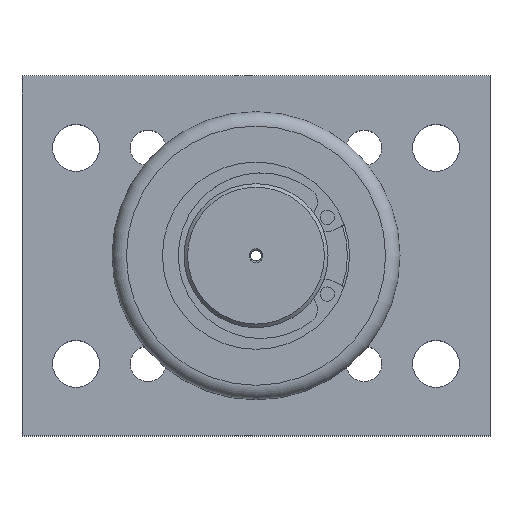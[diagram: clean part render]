
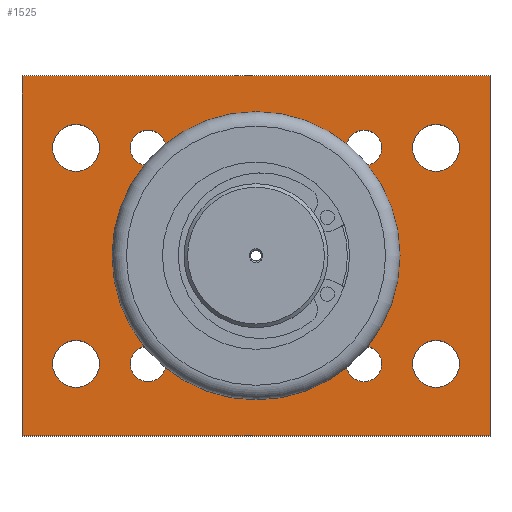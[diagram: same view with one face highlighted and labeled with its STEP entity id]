
A CAD part, top view. The second image highlights one B-rep face of the part: STEP entity #1525.
In plain terms, the highlighted planar face has unit normal (0, 0, 1).
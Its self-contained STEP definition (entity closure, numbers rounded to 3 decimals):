
#89=LINE('',#2562,#179);
#92=LINE('',#2568,#182);
#95=LINE('',#2574,#185);
#98=LINE('',#2578,#188);
#179=VECTOR('',#2050,10.);
#182=VECTOR('',#2055,10.);
#185=VECTOR('',#2060,10.);
#188=VECTOR('',#2065,10.);
#250=FACE_BOUND('',#400,.T.);
#251=FACE_BOUND('',#401,.T.);
#252=FACE_BOUND('',#402,.T.);
#253=FACE_BOUND('',#403,.T.);
#254=FACE_BOUND('',#404,.T.);
#255=FACE_BOUND('',#405,.T.);
#256=FACE_BOUND('',#406,.T.);
#257=FACE_BOUND('',#407,.T.);
#258=FACE_BOUND('',#408,.T.);
#311=FACE_OUTER_BOUND('',#399,.T.);
#399=EDGE_LOOP('',(#1169,#1170,#1171,#1172));
#400=EDGE_LOOP('',(#1173));
#401=EDGE_LOOP('',(#1174,#1175));
#402=EDGE_LOOP('',(#1176,#1177));
#403=EDGE_LOOP('',(#1178,#1179));
#404=EDGE_LOOP('',(#1180,#1181));
#405=EDGE_LOOP('',(#1182,#1183));
#406=EDGE_LOOP('',(#1184,#1185));
#407=EDGE_LOOP('',(#1186,#1187));
#408=EDGE_LOOP('',(#1188,#1189));
#508=CIRCLE('',#1634,12.3);
#530=CIRCLE('',#1666,3.25);
#531=CIRCLE('',#1667,3.25);
#533=CIRCLE('',#1670,3.25);
#534=CIRCLE('',#1671,3.25);
#536=CIRCLE('',#1674,3.25);
#537=CIRCLE('',#1675,3.25);
#539=CIRCLE('',#1678,3.25);
#540=CIRCLE('',#1679,3.25);
#542=CIRCLE('',#1682,2.459);
#543=CIRCLE('',#1683,2.459);
#545=CIRCLE('',#1686,2.459);
#546=CIRCLE('',#1687,2.459);
#548=CIRCLE('',#1690,2.459);
#549=CIRCLE('',#1691,2.459);
#551=CIRCLE('',#1694,2.459);
#552=CIRCLE('',#1695,2.459);
#649=VERTEX_POINT('',#2430);
#671=VERTEX_POINT('',#2492);
#672=VERTEX_POINT('',#2493);
#674=VERTEX_POINT('',#2500);
#675=VERTEX_POINT('',#2501);
#677=VERTEX_POINT('',#2508);
#678=VERTEX_POINT('',#2509);
#680=VERTEX_POINT('',#2516);
#681=VERTEX_POINT('',#2517);
#683=VERTEX_POINT('',#2524);
#684=VERTEX_POINT('',#2525);
#686=VERTEX_POINT('',#2532);
#687=VERTEX_POINT('',#2533);
#689=VERTEX_POINT('',#2540);
#690=VERTEX_POINT('',#2541);
#692=VERTEX_POINT('',#2548);
#693=VERTEX_POINT('',#2549);
#697=VERTEX_POINT('',#2559);
#698=VERTEX_POINT('',#2561);
#700=VERTEX_POINT('',#2567);
#702=VERTEX_POINT('',#2573);
#815=EDGE_CURVE('',#649,#649,#508,.T.);
#844=EDGE_CURVE('',#671,#672,#530,.T.);
#845=EDGE_CURVE('',#672,#671,#531,.T.);
#848=EDGE_CURVE('',#674,#675,#533,.T.);
#849=EDGE_CURVE('',#675,#674,#534,.T.);
#852=EDGE_CURVE('',#677,#678,#536,.T.);
#853=EDGE_CURVE('',#678,#677,#537,.T.);
#856=EDGE_CURVE('',#680,#681,#539,.T.);
#857=EDGE_CURVE('',#681,#680,#540,.T.);
#860=EDGE_CURVE('',#683,#684,#542,.T.);
#861=EDGE_CURVE('',#684,#683,#543,.T.);
#864=EDGE_CURVE('',#686,#687,#545,.T.);
#865=EDGE_CURVE('',#687,#686,#546,.T.);
#868=EDGE_CURVE('',#689,#690,#548,.T.);
#869=EDGE_CURVE('',#690,#689,#549,.T.);
#872=EDGE_CURVE('',#692,#693,#551,.T.);
#873=EDGE_CURVE('',#693,#692,#552,.T.);
#878=EDGE_CURVE('',#698,#697,#89,.T.);
#881=EDGE_CURVE('',#700,#698,#92,.T.);
#884=EDGE_CURVE('',#702,#700,#95,.T.);
#887=EDGE_CURVE('',#697,#702,#98,.T.);
#1169=ORIENTED_EDGE('',*,*,#887,.T.);
#1170=ORIENTED_EDGE('',*,*,#884,.T.);
#1171=ORIENTED_EDGE('',*,*,#881,.T.);
#1172=ORIENTED_EDGE('',*,*,#878,.T.);
#1173=ORIENTED_EDGE('',*,*,#815,.T.);
#1174=ORIENTED_EDGE('',*,*,#844,.T.);
#1175=ORIENTED_EDGE('',*,*,#845,.T.);
#1176=ORIENTED_EDGE('',*,*,#848,.T.);
#1177=ORIENTED_EDGE('',*,*,#849,.T.);
#1178=ORIENTED_EDGE('',*,*,#852,.T.);
#1179=ORIENTED_EDGE('',*,*,#853,.T.);
#1180=ORIENTED_EDGE('',*,*,#856,.T.);
#1181=ORIENTED_EDGE('',*,*,#857,.T.);
#1182=ORIENTED_EDGE('',*,*,#860,.T.);
#1183=ORIENTED_EDGE('',*,*,#861,.T.);
#1184=ORIENTED_EDGE('',*,*,#864,.T.);
#1185=ORIENTED_EDGE('',*,*,#865,.T.);
#1186=ORIENTED_EDGE('',*,*,#868,.T.);
#1187=ORIENTED_EDGE('',*,*,#869,.T.);
#1188=ORIENTED_EDGE('',*,*,#872,.T.);
#1189=ORIENTED_EDGE('',*,*,#873,.T.);
#1470=PLANE('',#1701);
#1525=ADVANCED_FACE('',(#311,#250,#251,#252,#253,#254,#255,#256,#257,#258),
#1470,.T.);
#1634=AXIS2_PLACEMENT_3D('',#2432,#1905,#1906);
#1666=AXIS2_PLACEMENT_3D('',#2494,#1976,#1977);
#1667=AXIS2_PLACEMENT_3D('',#2495,#1978,#1979);
#1670=AXIS2_PLACEMENT_3D('',#2502,#1985,#1986);
#1671=AXIS2_PLACEMENT_3D('',#2503,#1987,#1988);
#1674=AXIS2_PLACEMENT_3D('',#2510,#1994,#1995);
#1675=AXIS2_PLACEMENT_3D('',#2511,#1996,#1997);
#1678=AXIS2_PLACEMENT_3D('',#2518,#2003,#2004);
#1679=AXIS2_PLACEMENT_3D('',#2519,#2005,#2006);
#1682=AXIS2_PLACEMENT_3D('',#2526,#2012,#2013);
#1683=AXIS2_PLACEMENT_3D('',#2527,#2014,#2015);
#1686=AXIS2_PLACEMENT_3D('',#2534,#2021,#2022);
#1687=AXIS2_PLACEMENT_3D('',#2535,#2023,#2024);
#1690=AXIS2_PLACEMENT_3D('',#2542,#2030,#2031);
#1691=AXIS2_PLACEMENT_3D('',#2543,#2032,#2033);
#1694=AXIS2_PLACEMENT_3D('',#2550,#2039,#2040);
#1695=AXIS2_PLACEMENT_3D('',#2551,#2041,#2042);
#1701=AXIS2_PLACEMENT_3D('',#2579,#2066,#2067);
#1905=DIRECTION('center_axis',(0.,0.,-1.));
#1906=DIRECTION('ref_axis',(0.,-1.,0.));
#1976=DIRECTION('center_axis',(0.,0.,-1.));
#1977=DIRECTION('ref_axis',(1.,0.,0.));
#1978=DIRECTION('center_axis',(0.,0.,-1.));
#1979=DIRECTION('ref_axis',(1.,0.,0.));
#1985=DIRECTION('center_axis',(0.,0.,-1.));
#1986=DIRECTION('ref_axis',(1.,0.,0.));
#1987=DIRECTION('center_axis',(0.,0.,-1.));
#1988=DIRECTION('ref_axis',(1.,0.,0.));
#1994=DIRECTION('center_axis',(0.,0.,-1.));
#1995=DIRECTION('ref_axis',(1.,0.,0.));
#1996=DIRECTION('center_axis',(0.,0.,-1.));
#1997=DIRECTION('ref_axis',(1.,0.,0.));
#2003=DIRECTION('center_axis',(0.,0.,-1.));
#2004=DIRECTION('ref_axis',(1.,0.,0.));
#2005=DIRECTION('center_axis',(0.,0.,-1.));
#2006=DIRECTION('ref_axis',(1.,0.,0.));
#2012=DIRECTION('center_axis',(0.,0.,-1.));
#2013=DIRECTION('ref_axis',(1.,0.,0.));
#2014=DIRECTION('center_axis',(0.,0.,-1.));
#2015=DIRECTION('ref_axis',(1.,0.,0.));
#2021=DIRECTION('center_axis',(0.,0.,-1.));
#2022=DIRECTION('ref_axis',(1.,0.,0.));
#2023=DIRECTION('center_axis',(0.,0.,-1.));
#2024=DIRECTION('ref_axis',(1.,0.,0.));
#2030=DIRECTION('center_axis',(0.,0.,-1.));
#2031=DIRECTION('ref_axis',(1.,0.,0.));
#2032=DIRECTION('center_axis',(0.,0.,-1.));
#2033=DIRECTION('ref_axis',(1.,0.,0.));
#2039=DIRECTION('center_axis',(0.,0.,-1.));
#2040=DIRECTION('ref_axis',(1.,0.,0.));
#2041=DIRECTION('center_axis',(0.,0.,-1.));
#2042=DIRECTION('ref_axis',(1.,0.,0.));
#2050=DIRECTION('',(0.,-1.,0.));
#2055=DIRECTION('',(-1.,0.,0.));
#2060=DIRECTION('',(0.,1.,0.));
#2065=DIRECTION('',(1.,0.,0.));
#2066=DIRECTION('center_axis',(0.,0.,1.));
#2067=DIRECTION('ref_axis',(1.,0.,0.));
#2430=CARTESIAN_POINT('',(0.,12.3,8.));
#2432=CARTESIAN_POINT('Origin',(0.,0.,8.));
#2492=CARTESIAN_POINT('',(28.25,-15.,8.));
#2493=CARTESIAN_POINT('',(21.75,-15.,8.));
#2494=CARTESIAN_POINT('Origin',(25.,-15.,8.));
#2495=CARTESIAN_POINT('Origin',(25.,-15.,8.));
#2500=CARTESIAN_POINT('',(-21.75,15.,8.));
#2501=CARTESIAN_POINT('',(-28.25,15.,8.));
#2502=CARTESIAN_POINT('Origin',(-25.,15.,8.));
#2503=CARTESIAN_POINT('Origin',(-25.,15.,8.));
#2508=CARTESIAN_POINT('',(28.25,15.,8.));
#2509=CARTESIAN_POINT('',(21.75,15.,8.));
#2510=CARTESIAN_POINT('Origin',(25.,15.,8.));
#2511=CARTESIAN_POINT('Origin',(25.,15.,8.));
#2516=CARTESIAN_POINT('',(-21.75,-15.,8.));
#2517=CARTESIAN_POINT('',(-28.25,-15.,8.));
#2518=CARTESIAN_POINT('Origin',(-25.,-15.,8.));
#2519=CARTESIAN_POINT('Origin',(-25.,-15.,8.));
#2524=CARTESIAN_POINT('',(17.459,-15.,8.));
#2525=CARTESIAN_POINT('',(12.542,-15.,8.));
#2526=CARTESIAN_POINT('Origin',(15.,-15.,8.));
#2527=CARTESIAN_POINT('Origin',(15.,-15.,8.));
#2532=CARTESIAN_POINT('',(-12.542,15.,8.));
#2533=CARTESIAN_POINT('',(-17.459,15.,8.));
#2534=CARTESIAN_POINT('Origin',(-15.,15.,8.));
#2535=CARTESIAN_POINT('Origin',(-15.,15.,8.));
#2540=CARTESIAN_POINT('',(17.459,15.,8.));
#2541=CARTESIAN_POINT('',(12.542,15.,8.));
#2542=CARTESIAN_POINT('Origin',(15.,15.,8.));
#2543=CARTESIAN_POINT('Origin',(15.,15.,8.));
#2548=CARTESIAN_POINT('',(-12.542,-15.,8.));
#2549=CARTESIAN_POINT('',(-17.459,-15.,8.));
#2550=CARTESIAN_POINT('Origin',(-15.,-15.,8.));
#2551=CARTESIAN_POINT('Origin',(-15.,-15.,8.));
#2559=CARTESIAN_POINT('',(-32.5,-25.,8.));
#2561=CARTESIAN_POINT('',(-32.5,25.,8.));
#2562=CARTESIAN_POINT('',(-32.5,25.,8.));
#2567=CARTESIAN_POINT('',(32.5,25.,8.));
#2568=CARTESIAN_POINT('',(32.5,25.,8.));
#2573=CARTESIAN_POINT('',(32.5,-25.,8.));
#2574=CARTESIAN_POINT('',(32.5,-25.,8.));
#2578=CARTESIAN_POINT('',(-32.5,-25.,8.));
#2579=CARTESIAN_POINT('Origin',(0.,0.,
8.));
